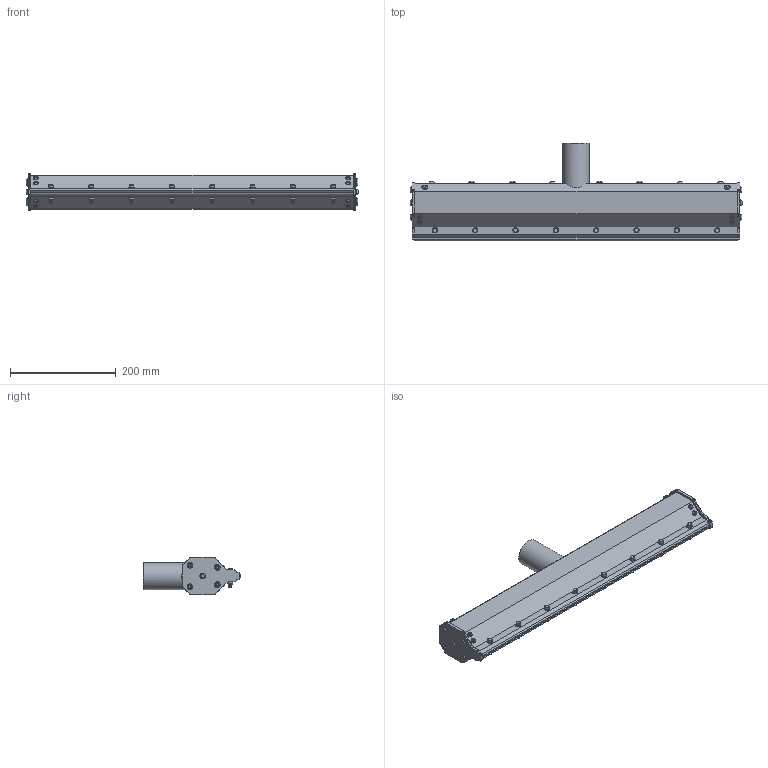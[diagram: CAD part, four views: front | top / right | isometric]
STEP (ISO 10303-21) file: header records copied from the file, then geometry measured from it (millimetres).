
FILE_DESCRIPTION(/* description */ (''),/* implementation_level */ '2;1');
FILE_NAME(/* name */ 'KA22xxx024_A.stp',/* time_stamp */ '2018-12-07T11:45:52-05:00',/* author */ ('James'),/* organization */ (''),/* preprocessor_version */ 'ST-DEVELOPER v16.5',/* originating_system */ 'Autodesk Inventor 2017',/* authorisation */ '');
FILE_SCHEMA (('AUTOMOTIVE_DESIGN { 1 0 10303 214 3 1 1 }'));
Length unit declared in the file: inch
Products named in the file (1): KA22xxx024_A
Bounding box: 627.46 x 183.58 x 71.13 mm (x, y, z)
Volume: 3082961.9 mm3; surface area: 216275.1 mm2
Topology: 1 solids, 1 shells, 614 faces, 1355 edges, 886 vertices
Faces by surface type: plane 258, cylinder 182, cone 120, sphere 30, bspline 16, torus 8
Full cylindrical faces by diameter (mm): 7.6 x8, 8.5 x8, 9 x8, 9.5 x12, 10 x16, 10.135 x8, 10.5 x12, 11 x24, 50.8 x1
Entity records: 39421 total; most frequent: CARTESIAN_POINT 26936, DIRECTION 2642, ORIENTED_EDGE 2338, EDGE_CURVE 1169, AXIS2_PLACEMENT_3D 1132, EDGE_LOOP 886, VERTEX_POINT 829, FACE_OUTER_BOUND 614
